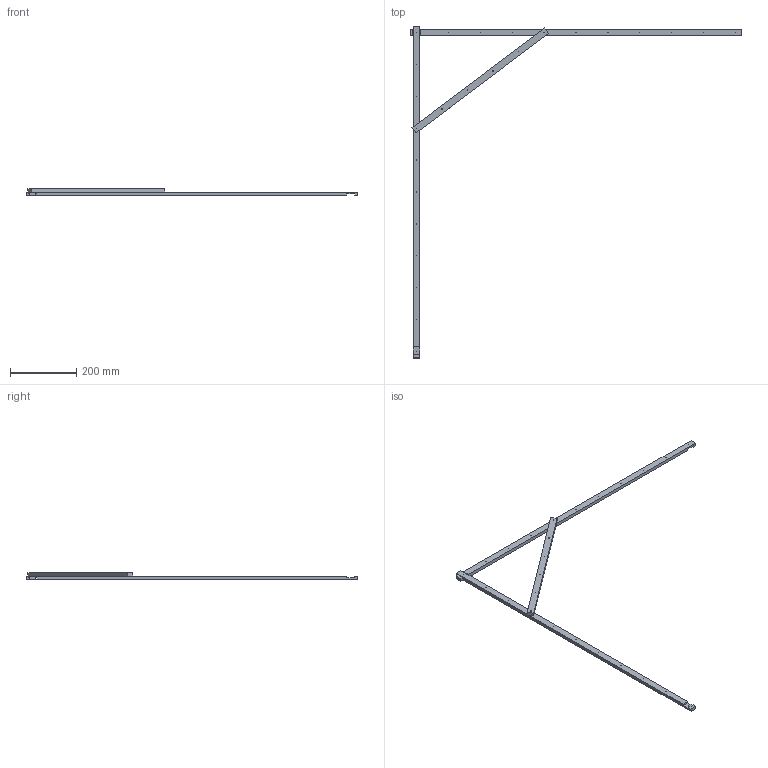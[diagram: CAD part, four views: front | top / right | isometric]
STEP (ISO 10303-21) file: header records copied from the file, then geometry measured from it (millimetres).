
FILE_DESCRIPTION(/* description */ (''),/* implementation_level */ '2;1');
FILE_NAME(/* name */ 'guide perçage 96mm 1.5mm v17.step',/* time_stamp */ '2020-04-13T13:34:10+02:00',/* author */ (''),/* organization */ (''),/* preprocessor_version */ 'ST-DEVELOPER v18',/* originating_system */ 'Autodesk Translation Framework v8.12.0.6',/* authorisation */ '');
FILE_SCHEMA (('AUTOMOTIVE_DESIGN { 1 0 10303 214 3 1 1 }'));
Length unit declared in the file: millimetre
Products named in the file (3): guide perçage 96mm 1.5mm; diagonal; edge
Assembly tree (3 placements, depth 2):
  guide perçage 96mm 1.5mm
    edge  x2
    diagonal
Bounding box: 1000 x 1000 x 20 mm (x, y, z)
Volume: 489940.5 mm3; surface area: 152166.3 mm2
Topology: 3 solids, 3 shells, 62 faces, 194 edges, 138 vertices
Faces by surface type: plane 34, cylinder 28
Full cylindrical faces by diameter (mm): 1.5 x28
Entity records: 1496 total; most frequent: DIRECTION 251, CARTESIAN_POINT 240, ORIENTED_EDGE 230, EDGE_CURVE 115, AXIS2_PLACEMENT_3D 93, VERTEX_POINT 82, EDGE_LOOP 71, LINE 65
